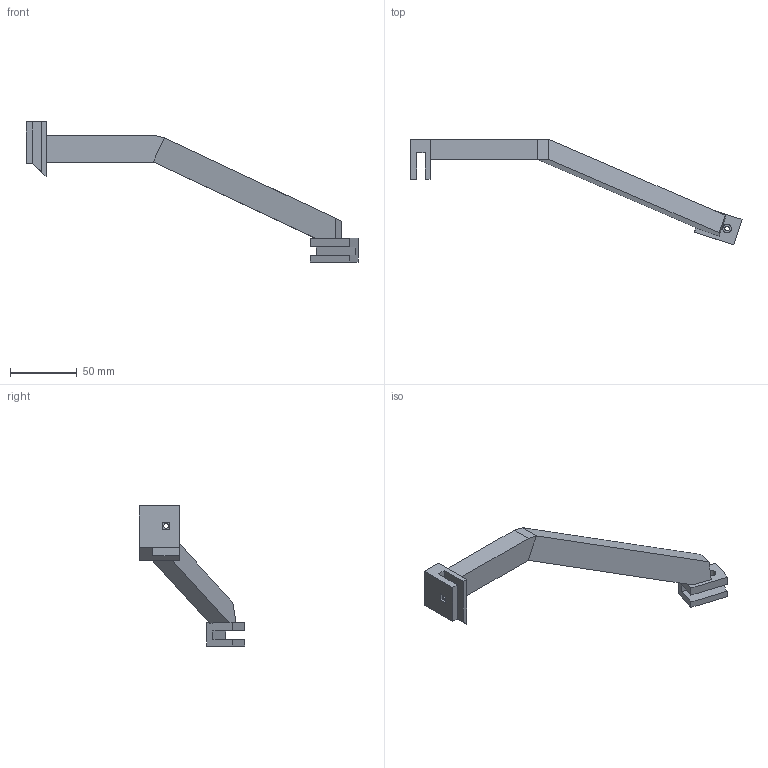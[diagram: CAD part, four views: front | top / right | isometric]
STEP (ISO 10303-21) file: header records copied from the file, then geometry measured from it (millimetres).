
FILE_DESCRIPTION(/* description */ ('STEP AP242','CAx-IF Rec.Pracs.---Representation and Presentation of Product Manufacturing Information (PMI)---4.0---2014-10-13','CAx-IF Rec.Pracs.---3D Tessellated Geometry---0.4---2014-09-14','2;1'),/* implementation_level */ '2;1');
FILE_NAME(/* name */ '66dc63b04a608718ffb74c8d',/* time_stamp */ '2024-09-07T14:31:13Z',/* author */ (''),/* organization */ (''),/* preprocessor_version */ 'ST-DEVELOPER v20',/* originating_system */ ' ',/* authorisation */ ' ');
FILE_SCHEMA (('AP242_MANAGED_MODEL_BASED_3D_ENGINEERING_MIM_LF { 1 0 10303 442 1 1 4 }'));
Length unit declared in the file: metre
Products named in the file (1): Part 2
Bounding box: 248.15 x 78.81 x 104.8 mm (x, y, z)
Volume: 87506.9 mm3; surface area: 25264.2 mm2
Topology: 1 solids, 1 shells, 48 faces, 123 edges, 81 vertices
Faces by surface type: plane 42, cylinder 6
Full cylindrical faces by diameter (mm): 3.4 x4, 6.5 x2
Entity records: 1434 total; most frequent: CARTESIAN_POINT 245, ORIENTED_EDGE 232, DIRECTION 226, EDGE_CURVE 116, LINE 104, VECTOR 104, VERTEX_POINT 80, EDGE_LOOP 66
